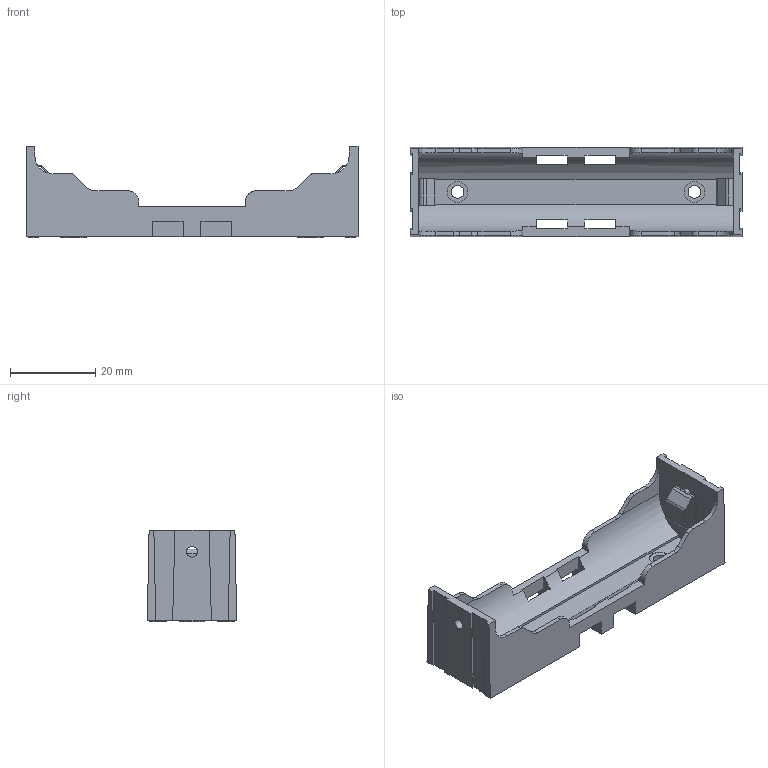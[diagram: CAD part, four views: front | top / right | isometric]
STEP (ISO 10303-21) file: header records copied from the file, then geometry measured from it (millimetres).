
FILE_DESCRIPTION (( 'STEP AP214' ), '1' );
FILE_NAME ('3D_PCB1_2022-03-07.step', '2022-03-07T06:48:14', ( '' ), ( '' ), 'SwSTEP 2.0', 'SolidWorks 2021', '' );
FILE_SCHEMA (( 'AUTOMOTIVE_DESIGN' ));
Length unit declared in the file: millimetre
Products named in the file (5): 3D_PCB1_2022-03-07.step; U3.step; SOLID.step; 18650_SMD.step; 3D_PCB1_2022-03-07
Assembly tree (4 placements, depth 5):
  3D_PCB1_2022-03-07
    3D_PCB1_2022-03-07.step
      U3.step
        18650_SMD.step
          SOLID.step
Bounding box: 77.92 x 21 x 21.36 mm (x, y, z)
Volume: 8013.4 mm3; surface area: 7973.1 mm2
Topology: 1 solids, 1 shells, 188 faces, 554 edges, 368 vertices
Faces by surface type: plane 120, cylinder 68
Entity records: 6506 total; most frequent: CARTESIAN_POINT 1256, ORIENTED_EDGE 1108, DIRECTION 1058, EDGE_CURVE 554, LINE 398, VECTOR 398, VERTEX_POINT 368, AXIS2_PLACEMENT_3D 330
